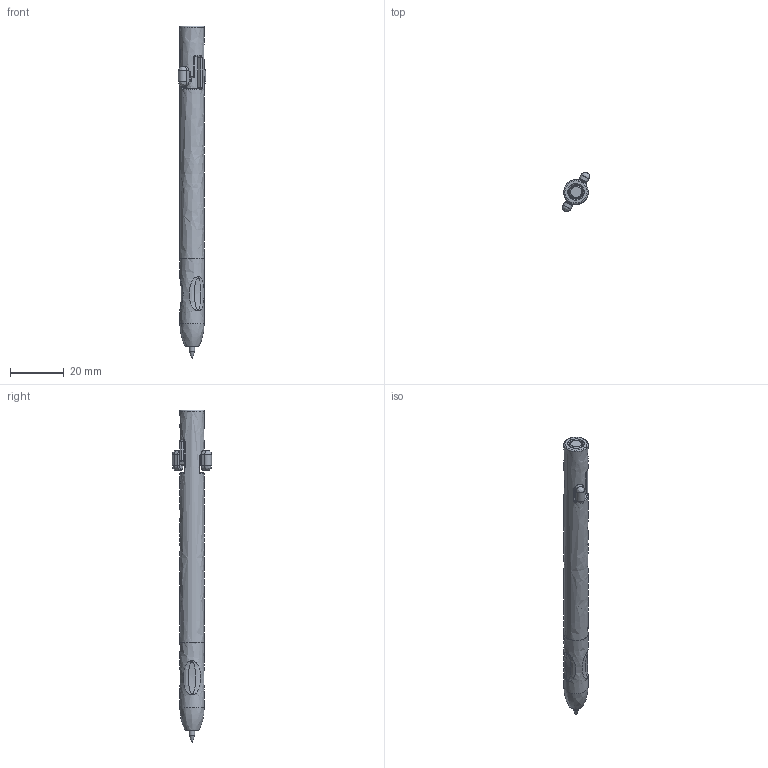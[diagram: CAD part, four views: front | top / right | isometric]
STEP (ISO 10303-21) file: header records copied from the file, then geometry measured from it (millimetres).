
FILE_DESCRIPTION(('FreeCAD Model'),'2;1');
FILE_NAME('Open CASCADE Shape Model','2025-05-03T18:48:43',('FreeCAD'),( 'FreeCAD'),'Open CASCADE STEP processor 7.6','FreeCAD','Unknown');
FILE_SCHEMA(('AUTOMOTIVE_DESIGN { 1 0 10303 214 1 1 1 1 }'));
Length unit declared in the file: millimetre
Products named in the file (1): Open CASCADE STEP translator 7.6 1
Bounding box: 10.14 x 14.58 x 123.75 mm (x, y, z)
Volume: 7046.8 mm3; surface area: 8147.3 mm2
Topology: 7 solids, 7 shells, 225 faces, 494 edges, 283 vertices
Faces by surface type: bspline 225
Entity records: 9981 total; most frequent: CARTESIAN_POINT 7202, ORIENTED_EDGE 966, EDGE_CURVE 483, VERTEX_POINT 283, FACE_BOUND 246, EDGE_LOOP 246, B_SPLINE_CURVE_WITH_KNOTS 246, ADVANCED_FACE 225
